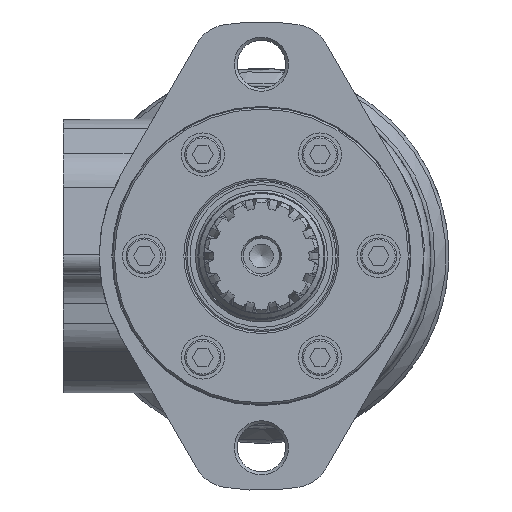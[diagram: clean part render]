
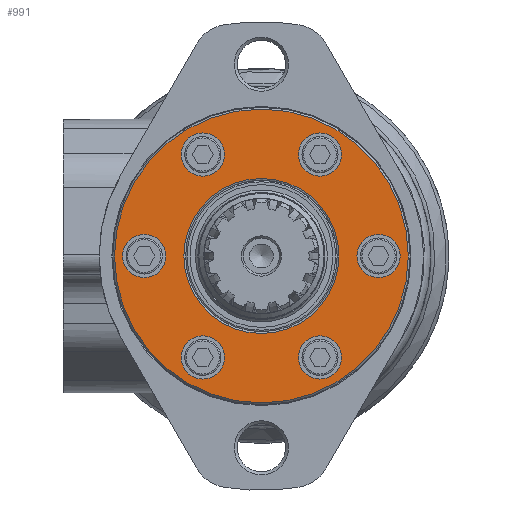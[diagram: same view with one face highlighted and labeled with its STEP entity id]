
A CAD part, left-side view. The second image highlights one B-rep face of the part: STEP entity #991.
In plain terms, the highlighted planar face has unit normal (-1, 0, 0).
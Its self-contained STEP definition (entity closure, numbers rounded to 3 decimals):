
#991 = ADVANCED_FACE( '', ( #2261, #2262, #2263, #2264, #2265, #2266, #2267, #2268 ), #2269, .F. );
#2261 = FACE_OUTER_BOUND( '', #3883, .T. );
#2262 = FACE_BOUND( '', #3884, .T. );
#2263 = FACE_BOUND( '', #3885, .T. );
#2264 = FACE_BOUND( '', #3886, .T. );
#2265 = FACE_BOUND( '', #3887, .T. );
#2266 = FACE_BOUND( '', #3888, .T. );
#2267 = FACE_BOUND( '', #3889, .T. );
#2268 = FACE_BOUND( '', #3890, .T. );
#2269 = PLANE( '', #3891 );
#3883 = EDGE_LOOP( '', ( #6475 ) );
#3884 = EDGE_LOOP( '', ( #6476 ) );
#3885 = EDGE_LOOP( '', ( #6477 ) );
#3886 = EDGE_LOOP( '', ( #6478 ) );
#3887 = EDGE_LOOP( '', ( #6479 ) );
#3888 = EDGE_LOOP( '', ( #6480 ) );
#3889 = EDGE_LOOP( '', ( #6481 ) );
#3890 = EDGE_LOOP( '', ( #6482 ) );
#3891 = AXIS2_PLACEMENT_3D( '', #6483, #6484, #6485 );
#6475 = ORIENTED_EDGE( '', *, *, #9752, .F. );
#6476 = ORIENTED_EDGE( '', *, *, #9753, .F. );
#6477 = ORIENTED_EDGE( '', *, *, #9754, .T. );
#6478 = ORIENTED_EDGE( '', *, *, #9616, .T. );
#6479 = ORIENTED_EDGE( '', *, *, #9755, .T. );
#6480 = ORIENTED_EDGE( '', *, *, #8890, .T. );
#6481 = ORIENTED_EDGE( '', *, *, #9756, .T. );
#6482 = ORIENTED_EDGE( '', *, *, #9757, .T. );
#6483 = CARTESIAN_POINT( '', ( 0., 0., 0. ) );
#6484 = DIRECTION( '', ( 1., 0., 0. ) );
#6485 = DIRECTION( '', ( 0., 0., -1. ) );
#8890 = EDGE_CURVE( '', #10415, #10415, #10416, .T. );
#9616 = EDGE_CURVE( '', #11603, #11603, #11604, .T. );
#9752 = EDGE_CURVE( '', #11812, #11812, #11813, .T. );
#9753 = EDGE_CURVE( '', #11814, #11814, #11815, .F. );
#9754 = EDGE_CURVE( '', #11816, #11816, #11817, .T. );
#9755 = EDGE_CURVE( '', #11818, #11818, #11819, .T. );
#9756 = EDGE_CURVE( '', #11820, #11820, #11821, .T. );
#9757 = EDGE_CURVE( '', #11822, #11822, #11823, .T. );
#10415 = VERTEX_POINT( '', #12626 );
#10416 = CIRCLE( '', #12627, 6. );
#11603 = VERTEX_POINT( '', #14773 );
#11604 = CIRCLE( '', #14774, 6. );
#11812 = VERTEX_POINT( '', #15362 );
#11813 = CIRCLE( '', #15363, 40.75 );
#11814 = VERTEX_POINT( '', #15364 );
#11815 = CIRCLE( '', #15365, 6. );
#11816 = VERTEX_POINT( '', #15366 );
#11817 = CIRCLE( '', #15367, 6. );
#11818 = VERTEX_POINT( '', #15368 );
#11819 = CIRCLE( '', #15369, 6. );
#11820 = VERTEX_POINT( '', #15370 );
#11821 = CIRCLE( '', #15371, 6. );
#11822 = VERTEX_POINT( '', #15372 );
#11823 = CIRCLE( '', #15373, 21.5 );
#12626 = CARTESIAN_POINT( '', ( 0., -16.25, 22.146 ) );
#12627 = AXIS2_PLACEMENT_3D( '', #16825, #16826, #16827 );
#14773 = CARTESIAN_POINT( '', ( 0., -16.25, -34.146 ) );
#14774 = AXIS2_PLACEMENT_3D( '', #17788, #17789, #17790 );
#15362 = CARTESIAN_POINT( '', ( 0., 0., -40.75 ) );
#15363 = AXIS2_PLACEMENT_3D( '', #17919, #17920, #17921 );
#15364 = CARTESIAN_POINT( '', ( 0., 32.5, -6. ) );
#15365 = AXIS2_PLACEMENT_3D( '', #17922, #17923, #17924 );
#15366 = CARTESIAN_POINT( '', ( 0., 16.25, -34.146 ) );
#15367 = AXIS2_PLACEMENT_3D( '', #17925, #17926, #17927 );
#15368 = CARTESIAN_POINT( '', ( 0., -32.5, -6. ) );
#15369 = AXIS2_PLACEMENT_3D( '', #17928, #17929, #17930 );
#15370 = CARTESIAN_POINT( '', ( 0., 16.25, 22.146 ) );
#15371 = AXIS2_PLACEMENT_3D( '', #17931, #17932, #17933 );
#15372 = CARTESIAN_POINT( '', ( 0., 0., -21.5 ) );
#15373 = AXIS2_PLACEMENT_3D( '', #17934, #17935, #17936 );
#16825 = CARTESIAN_POINT( '', ( 0., -16.25, 28.146 ) );
#16826 = DIRECTION( '', ( 1., 0., 0. ) );
#16827 = DIRECTION( '', ( 0., 0., -1. ) );
#17788 = CARTESIAN_POINT( '', ( 0., -16.25, -28.146 ) );
#17789 = DIRECTION( '', ( 1., 0., 0. ) );
#17790 = DIRECTION( '', ( 0., 0., -1. ) );
#17919 = CARTESIAN_POINT( '', ( 0., 0., 0. ) );
#17920 = DIRECTION( '', ( 1., 0., 0. ) );
#17921 = DIRECTION( '', ( 0., 0., -1. ) );
#17922 = CARTESIAN_POINT( '', ( 0., 32.5, 0. ) );
#17923 = DIRECTION( '', ( 1., 0., 0. ) );
#17924 = DIRECTION( '', ( 0., 0., -1. ) );
#17925 = CARTESIAN_POINT( '', ( 0., 16.25, -28.146 ) );
#17926 = DIRECTION( '', ( 1., 0., 0. ) );
#17927 = DIRECTION( '', ( 0., 0., -1. ) );
#17928 = CARTESIAN_POINT( '', ( 0., -32.5, 0. ) );
#17929 = DIRECTION( '', ( 1., 0., 0. ) );
#17930 = DIRECTION( '', ( 0., 0., -1. ) );
#17931 = CARTESIAN_POINT( '', ( 0., 16.25, 28.146 ) );
#17932 = DIRECTION( '', ( 1., 0., 0. ) );
#17933 = DIRECTION( '', ( 0., 0., -1. ) );
#17934 = CARTESIAN_POINT( '', ( 0., 0., 0. ) );
#17935 = DIRECTION( '', ( 1., 0., 0. ) );
#17936 = DIRECTION( '', ( 0., 0., -1. ) );
